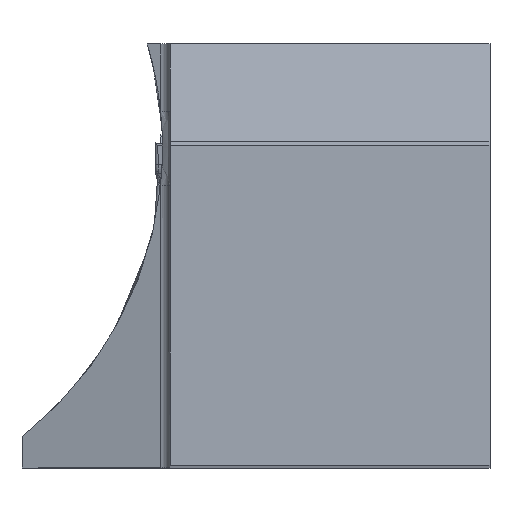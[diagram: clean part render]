
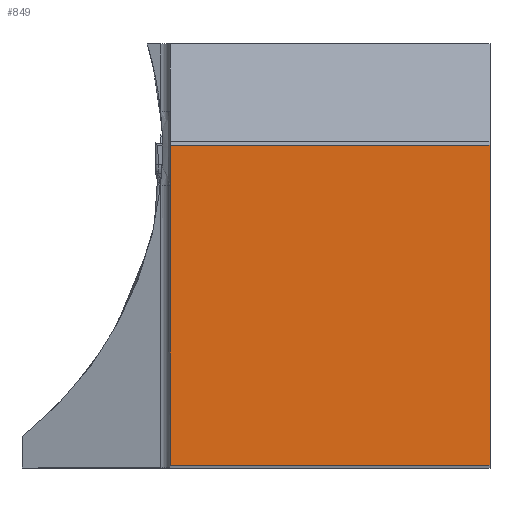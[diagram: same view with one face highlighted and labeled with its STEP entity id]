
A CAD part, top view. The second image highlights one B-rep face of the part: STEP entity #849.
In plain terms, the highlighted planar face has unit normal (0, 0, 1).
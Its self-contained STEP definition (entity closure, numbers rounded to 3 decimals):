
#145=PLANE('',#5634);
#849=ADVANCED_FACE('',(#1263),#145,.T.);
#1263=FACE_OUTER_BOUND('',#1589,.T.);
#1589=EDGE_LOOP('',(#3340,#3341,#3342,#3343));
#3340=ORIENTED_EDGE('',*,*,#4738,.F.);
#3341=ORIENTED_EDGE('',*,*,#4750,.T.);
#3342=ORIENTED_EDGE('',*,*,#4745,.T.);
#3343=ORIENTED_EDGE('',*,*,#4751,.F.);
#3976=VERTEX_POINT('',#11613);
#3979=VERTEX_POINT('',#11619);
#3985=VERTEX_POINT('',#11637);
#3986=VERTEX_POINT('',#11639);
#4738=EDGE_CURVE('',#3979,#3976,#5022,.T.);
#4745=EDGE_CURVE('',#3986,#3985,#5028,.T.);
#4750=EDGE_CURVE('',#3979,#3986,#5033,.T.);
#4751=EDGE_CURVE('',#3976,#3985,#5034,.T.);
#5022=LINE('',#11620,#5282);
#5028=LINE('',#11638,#5288);
#5033=LINE('',#11647,#5293);
#5034=LINE('',#11648,#5294);
#5282=VECTOR('',#6503,1.);
#5288=VECTOR('',#6513,1.);
#5293=VECTOR('',#6520,1.);
#5294=VECTOR('',#6521,1.);
#5634=AXIS2_PLACEMENT_3D('',#11649,#6522,#6523);
#6503=DIRECTION('',(0.,-1.,0.));
#6513=DIRECTION('',(0.,-1.,0.));
#6520=DIRECTION('',(-1.,0.,0.));
#6521=DIRECTION('',(-1.,0.,0.));
#6522=DIRECTION('',(0.,0.,1.));
#6523=DIRECTION('',(1.,0.,0.));
#11613=CARTESIAN_POINT('',(0.,0.,0.));
#11619=CARTESIAN_POINT('',(0.,24.9,0.));
#11620=CARTESIAN_POINT('',(0.,40.,0.));
#11637=CARTESIAN_POINT('',(-24.9,0.,0.));
#11638=CARTESIAN_POINT('',(-24.9,40.,0.));
#11639=CARTESIAN_POINT('',(-24.9,24.9,0.));
#11647=CARTESIAN_POINT('',(0.,24.9,0.));
#11648=CARTESIAN_POINT('',(0.,0.,0.));
#11649=CARTESIAN_POINT('',(0.,24.9,0.));
